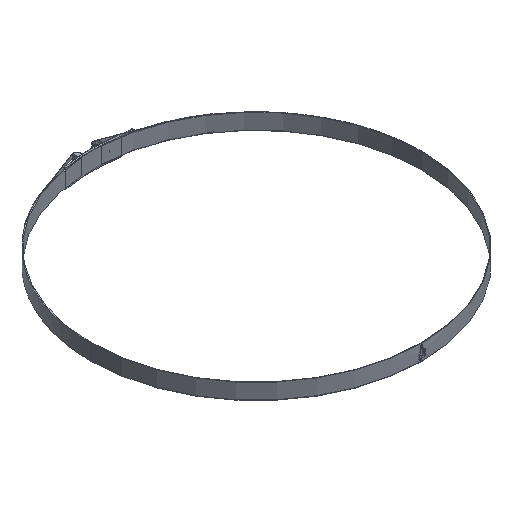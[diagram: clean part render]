
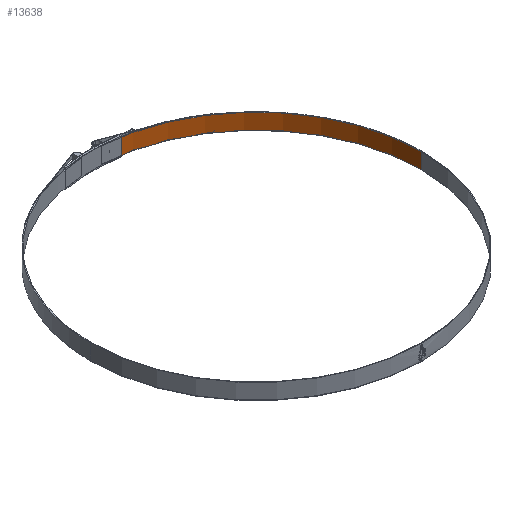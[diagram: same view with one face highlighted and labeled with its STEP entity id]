
A CAD part, isometric view. The second image highlights one B-rep face of the part: STEP entity #13638.
In plain terms, the highlighted cylindrical face has radius 200 mm (diameter 400 mm), a partial arc.
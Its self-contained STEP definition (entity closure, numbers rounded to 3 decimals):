
#293 = CARTESIAN_POINT ( 'NONE',  ( 0., 0., 9.525 ) ) ;
#1455 = DIRECTION ( 'NONE',  ( -1., 0., 0. ) ) ;
#1504 = CARTESIAN_POINT ( 'NONE',  ( 0., 0., 9.525 ) ) ;
#2547 = EDGE_CURVE ( 'NONE', #12671, #4177, #6952, .T. ) ;
#2708 = ORIENTED_EDGE ( 'NONE', *, *, #2547, .F. ) ;
#2725 = DIRECTION ( 'NONE',  ( -1., 0., 0. ) ) ;
#3710 = EDGE_CURVE ( 'NONE', #7460, #4177, #3804, .T. ) ;
#3804 = CIRCLE ( 'NONE', #13531, 200. ) ;
#3893 = VERTEX_POINT ( 'NONE', #11147 ) ;
#4177 = VERTEX_POINT ( 'NONE', #5256 ) ;
#4711 = EDGE_LOOP ( 'NONE', ( #2708, #12047, #6233, #4862 ) ) ;
#4839 = DIRECTION ( 'NONE',  ( 0., 0., -1. ) ) ;
#4862 = ORIENTED_EDGE ( 'NONE', *, *, #3710, .T. ) ;
#4931 = VECTOR ( 'NONE', #13630, 1000. ) ;
#4990 = DIRECTION ( 'NONE',  ( 0., 0., -1. ) ) ;
#5209 = EDGE_CURVE ( 'NONE', #3893, #12671, #9794, .T. ) ;
#5256 = CARTESIAN_POINT ( 'NONE',  ( 200., 0., -9.525 ) ) ;
#5377 = AXIS2_PLACEMENT_3D ( 'NONE', #293, #4990, #9426 ) ;
#6233 = ORIENTED_EDGE ( 'NONE', *, *, #12343, .T. ) ;
#6751 = VECTOR ( 'NONE', #4839, 1000. ) ;
#6952 = LINE ( 'NONE', #11322, #4931 ) ;
#7022 = FACE_OUTER_BOUND ( 'NONE', #4711, .T. ) ;
#7460 = VERTEX_POINT ( 'NONE', #7740 ) ;
#7740 = CARTESIAN_POINT ( 'NONE',  ( 12.195, 199.628, -9.525 ) ) ;
#8269 = CYLINDRICAL_SURFACE ( 'NONE', #5377, 200. ) ;
#8871 = LINE ( 'NONE', #13213, #6751 ) ;
#9426 = DIRECTION ( 'NONE',  ( -1., 0., 0. ) ) ;
#9794 = CIRCLE ( 'NONE', #12572, 200. ) ;
#11147 = CARTESIAN_POINT ( 'NONE',  ( 12.195, 199.628, 9.525 ) ) ;
#11302 = CARTESIAN_POINT ( 'NONE',  ( 200., 0., 9.525 ) ) ;
#11322 = CARTESIAN_POINT ( 'NONE',  ( 200., 0., 9.525 ) ) ;
#11524 = DIRECTION ( 'NONE',  ( 0., 0., -1. ) ) ;
#12047 = ORIENTED_EDGE ( 'NONE', *, *, #5209, .F. ) ;
#12343 = EDGE_CURVE ( 'NONE', #3893, #7460, #8871, .T. ) ;
#12572 = AXIS2_PLACEMENT_3D ( 'NONE', #1504, #12654, #2725 ) ;
#12654 = DIRECTION ( 'NONE',  ( 0., 0., -1. ) ) ;
#12671 = VERTEX_POINT ( 'NONE', #11302 ) ;
#13213 = CARTESIAN_POINT ( 'NONE',  ( 12.195, 199.628, 9.525 ) ) ;
#13531 = AXIS2_PLACEMENT_3D ( 'NONE', #13838, #11524, #1455 ) ;
#13630 = DIRECTION ( 'NONE',  ( 0., 0., -1. ) ) ;
#13638 = ADVANCED_FACE ( 'NONE', ( #7022 ), #8269, .F. ) ;
#13838 = CARTESIAN_POINT ( 'NONE',  ( 0., 0., -9.525 ) ) ;
